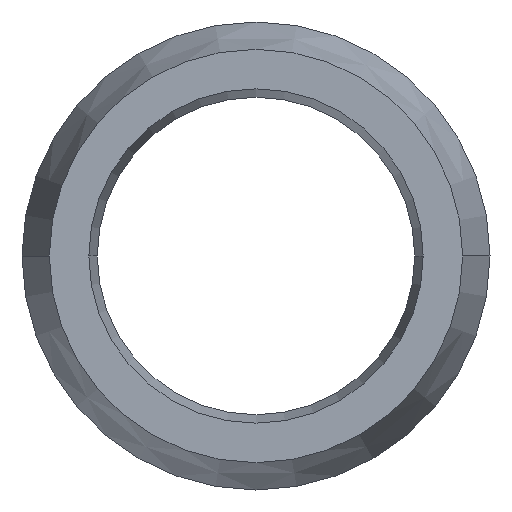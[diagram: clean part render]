
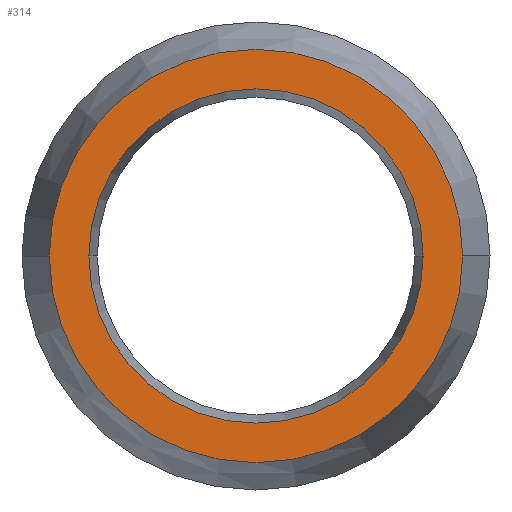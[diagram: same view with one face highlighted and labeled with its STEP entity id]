
A CAD part, left-side view. The second image highlights one B-rep face of the part: STEP entity #314.
In plain terms, the highlighted planar face has unit normal (-1, 0, 0).
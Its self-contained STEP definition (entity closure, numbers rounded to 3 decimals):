
#20 = CARTESIAN_POINT ( 'NONE',  ( -64.547, 0., 0. ) ) ;
#71 = DIRECTION ( 'NONE',  ( -1., 0., 0. ) ) ;
#81 = VERTEX_POINT ( 'NONE', #567 ) ;
#86 = PLANE ( 'NONE',  #221 ) ;
#100 = EDGE_LOOP ( 'NONE', ( #177, #545 ) ) ;
#145 = CARTESIAN_POINT ( 'NONE',  ( -64.547, 0., 0. ) ) ;
#148 = AXIS2_PLACEMENT_3D ( 'NONE', #145, #592, #341 ) ;
#177 = ORIENTED_EDGE ( 'NONE', *, *, #488, .F. ) ;
#195 = CIRCLE ( 'NONE', #758, 24.732 ) ;
#199 = DIRECTION ( 'NONE',  ( -1., 0., 0. ) ) ;
#206 = VERTEX_POINT ( 'NONE', #708 ) ;
#221 = AXIS2_PLACEMENT_3D ( 'NONE', #644, #333, #323 ) ;
#258 = DIRECTION ( 'NONE',  ( 0., -1., 0. ) ) ;
#276 = EDGE_CURVE ( 'NONE', #81, #789, #195, .T. ) ;
#310 = EDGE_CURVE ( 'NONE', #789, #81, #724, .T. ) ;
#314 = ADVANCED_FACE ( 'NONE', ( #516, #399 ), #86, .T. ) ;
#321 = DIRECTION ( 'NONE',  ( 0., -1., 0. ) ) ;
#323 = DIRECTION ( 'NONE',  ( 0., -1., 0. ) ) ;
#333 = DIRECTION ( 'NONE',  ( -1., 0., 0. ) ) ;
#341 = DIRECTION ( 'NONE',  ( 0., -1., 0. ) ) ;
#347 = CARTESIAN_POINT ( 'NONE',  ( -64.547, 20., 0. ) ) ;
#349 = CARTESIAN_POINT ( 'NONE',  ( -64.547, -24.732, 0. ) ) ;
#363 = AXIS2_PLACEMENT_3D ( 'NONE', #767, #199, #258 ) ;
#373 = AXIS2_PLACEMENT_3D ( 'NONE', #380, #71, #321 ) ;
#380 = CARTESIAN_POINT ( 'NONE',  ( -64.547, 0., 0. ) ) ;
#385 = DIRECTION ( 'NONE',  ( -1., 0., 0. ) ) ;
#389 = DIRECTION ( 'NONE',  ( 0., -1., 0. ) ) ;
#390 = VERTEX_POINT ( 'NONE', #347 ) ;
#399 = FACE_BOUND ( 'NONE', #100, .T. ) ;
#406 = ORIENTED_EDGE ( 'NONE', *, *, #310, .T. ) ;
#461 = CIRCLE ( 'NONE', #148, 20. ) ;
#488 = EDGE_CURVE ( 'NONE', #206, #390, #618, .T. ) ;
#516 = FACE_OUTER_BOUND ( 'NONE', #652, .T. ) ;
#538 = ORIENTED_EDGE ( 'NONE', *, *, #276, .T. ) ;
#545 = ORIENTED_EDGE ( 'NONE', *, *, #610, .F. ) ;
#567 = CARTESIAN_POINT ( 'NONE',  ( -64.547, 24.732, 0. ) ) ;
#592 = DIRECTION ( 'NONE',  ( -1., 0., 0. ) ) ;
#610 = EDGE_CURVE ( 'NONE', #390, #206, #461, .T. ) ;
#618 = CIRCLE ( 'NONE', #373, 20. ) ;
#644 = CARTESIAN_POINT ( 'NONE',  ( -64.547, 0., 0. ) ) ;
#652 = EDGE_LOOP ( 'NONE', ( #538, #406 ) ) ;
#708 = CARTESIAN_POINT ( 'NONE',  ( -64.547, -20., 0. ) ) ;
#724 = CIRCLE ( 'NONE', #363, 24.732 ) ;
#758 = AXIS2_PLACEMENT_3D ( 'NONE', #20, #385, #389 ) ;
#767 = CARTESIAN_POINT ( 'NONE',  ( -64.547, 0., 0. ) ) ;
#789 = VERTEX_POINT ( 'NONE', #349 ) ;
